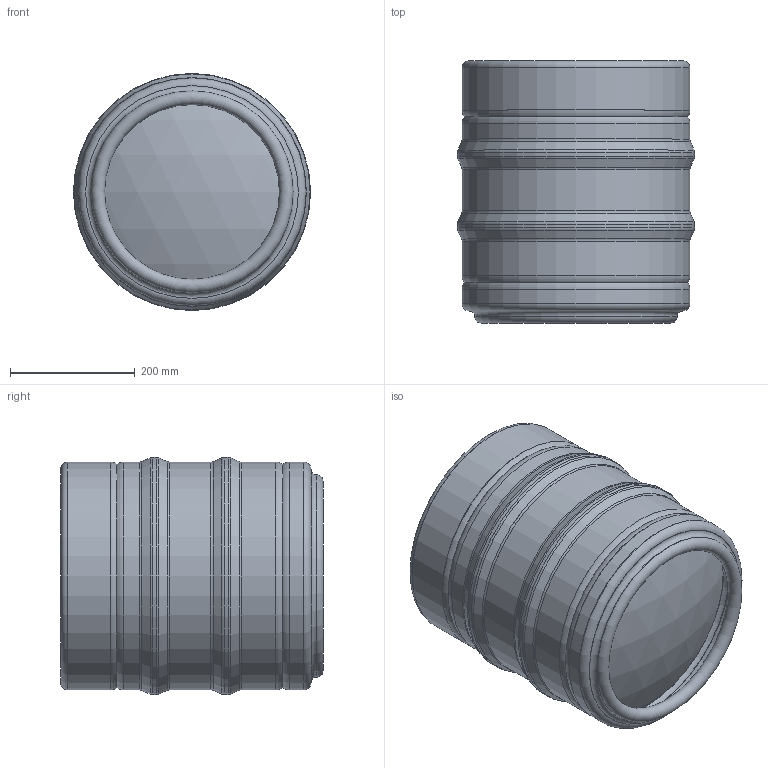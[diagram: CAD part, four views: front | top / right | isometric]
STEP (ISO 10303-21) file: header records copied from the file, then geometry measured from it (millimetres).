
FILE_DESCRIPTION(/* description */ ('','CAx-IF Rec.Pracs.---Representation and Presentation of Product Manufacturing Information (PMI)---3.8---2014-02-18'),/* implementation_level */ '2;1');
FILE_NAME(/* name */ 'Euro Keg 30L.stp',/* time_stamp */ '2017-02-04T22:54:32+02:00',/* author */ ('M_P'),/* organization */ (''),/* preprocessor_version */ 'ST-DEVELOPER v16.1',/* originating_system */ 'Autodesk Inventor 2016',/* authorisation */ '');
FILE_SCHEMA (('AP242_MANAGED_MODEL_BASED_3D_ENGINEERING_MIM_LF { 1 0 10303 442 1 1 4 }'));
Length unit declared in the file: millimetre
Products named in the file (1): b2
Bounding box: 380 x 420.42 x 380 mm (x, y, z)
Volume: 1589130.9 mm3; surface area: 1595646.5 mm2
Topology: 2 solids, 2 shells, 57 faces, 114 edges, 62 vertices
Faces by surface type: torus 29, cylinder 15, cone 8, sphere 4, plane 1
Full cylindrical faces by diameter (mm): 44 x1, 60 x1, 343 x1, 361 x2, 363 x2, 365 x5, 376 x1, 380 x2
Entity records: 1161 total; most frequent: DIRECTION 228, CARTESIAN_POINT 170, AXIS2_PLACEMENT_3D 114, EDGE_LOOP 112, ORIENTED_EDGE 112, FACE_OUTER_BOUND 57, ADVANCED_FACE 57, CIRCLE 56
